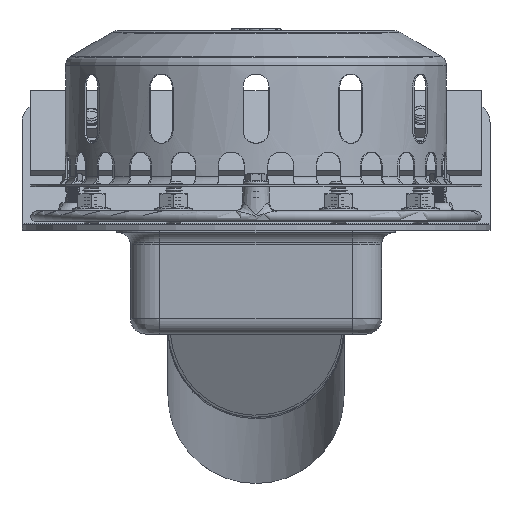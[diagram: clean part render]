
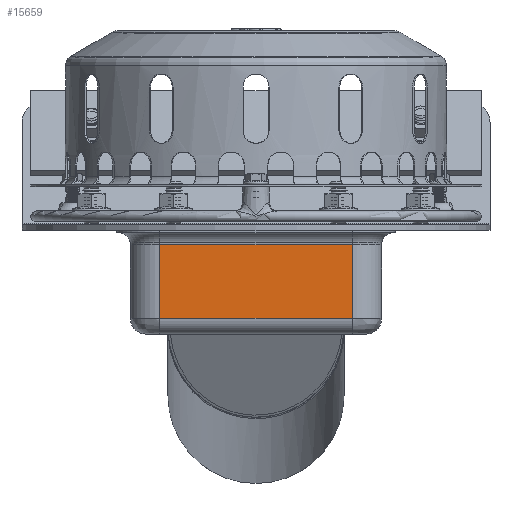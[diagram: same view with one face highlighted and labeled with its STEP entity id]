
A CAD part, left-side view. The second image highlights one B-rep face of the part: STEP entity #15659.
In plain terms, the highlighted planar face has unit normal (-1, 0, 0).
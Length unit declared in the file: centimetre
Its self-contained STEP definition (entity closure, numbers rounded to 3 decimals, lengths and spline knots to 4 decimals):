
#1241=PLANE('',#17567);
#2152=FACE_OUTER_BOUND('',#3187,.T.);
#3187=EDGE_LOOP('',(#14291,#14292,#14293,#14294));
#4099=LINE('',#33976,#5050);
#4155=LINE('',#34310,#5106);
#4156=LINE('',#34311,#5107);
#4157=LINE('',#34312,#5108);
#5050=VECTOR('',#22012,1.);
#5106=VECTOR('',#22276,1.);
#5107=VECTOR('',#22277,1.);
#5108=VECTOR('',#22278,1.);
#7353=VERTEX_POINT('',#33974);
#7354=VERTEX_POINT('',#33975);
#7431=VERTEX_POINT('',#34308);
#7432=VERTEX_POINT('',#34309);
#9604=EDGE_CURVE('',#7353,#7354,#4099,.T.);
#9728=EDGE_CURVE('',#7431,#7432,#4155,.T.);
#9729=EDGE_CURVE('',#7353,#7432,#4156,.T.);
#9730=EDGE_CURVE('',#7354,#7431,#4157,.T.);
#14291=ORIENTED_EDGE('',*,*,#9728,.T.);
#14292=ORIENTED_EDGE('',*,*,#9729,.F.);
#14293=ORIENTED_EDGE('',*,*,#9604,.T.);
#14294=ORIENTED_EDGE('',*,*,#9730,.T.);
#15659=ADVANCED_FACE('',(#2152),#1241,.T.);
#17567=AXIS2_PLACEMENT_3D('',#34307,#22274,#22275);
#22012=DIRECTION('',(0.,1.,0.));
#22274=DIRECTION('center_axis',(-1.,0.,0.));
#22275=DIRECTION('ref_axis',(0.,0.,1.));
#22276=DIRECTION('',(0.,-1.,0.));
#22277=DIRECTION('',(0.,0.,-1.));
#22278=DIRECTION('',(0.,0.,-1.));
#33974=CARTESIAN_POINT('',(68.,-55.5,-8.5));
#33975=CARTESIAN_POINT('',(68.,55.5,-8.5));
#33976=CARTESIAN_POINT('',(68.,0.,-8.5));
#34307=CARTESIAN_POINT('Origin',(68.,0.,-15.5083));
#34308=CARTESIAN_POINT('',(68.,55.5,-51.));
#34309=CARTESIAN_POINT('',(68.,-55.5,-51.));
#34310=CARTESIAN_POINT('',(68.,-18.5,-51.));
#34311=CARTESIAN_POINT('',(68.,-55.5,-8.5));
#34312=CARTESIAN_POINT('',(68.,55.5,-8.5));
